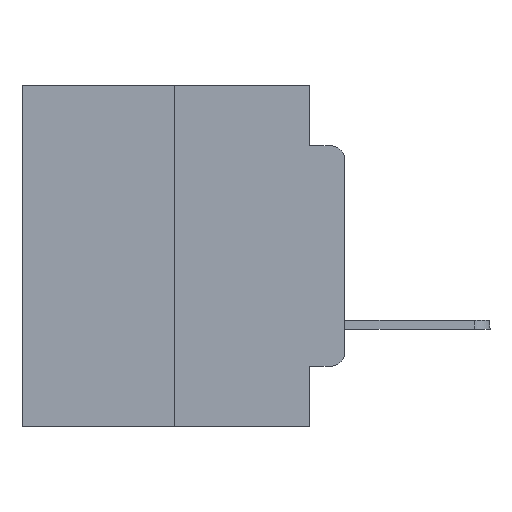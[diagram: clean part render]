
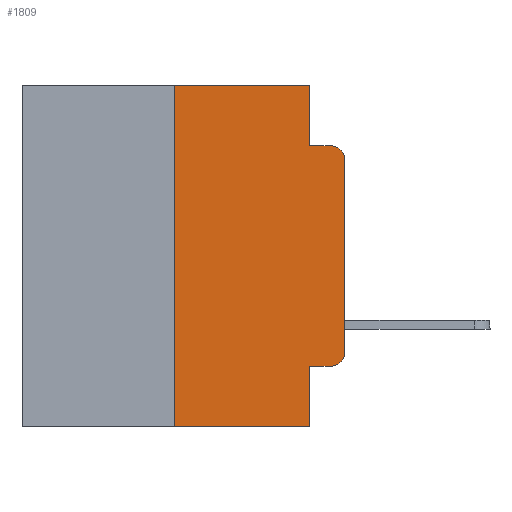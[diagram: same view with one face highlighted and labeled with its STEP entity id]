
A CAD part, left-side view. The second image highlights one B-rep face of the part: STEP entity #1809.
In plain terms, the highlighted planar face has unit normal (-1, 0, 0).
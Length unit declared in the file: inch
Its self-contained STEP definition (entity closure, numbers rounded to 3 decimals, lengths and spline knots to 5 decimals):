
#109 = CARTESIAN_POINT ( 'NONE',  ( 0., 0.051, -0.4115 ) ) ;
#214 = CARTESIAN_POINT ( 'NONE',  ( 0., 0., -0.3915 ) ) ;
#626 = CARTESIAN_POINT ( 'NONE',  ( 0., 0.25, 0. ) ) ;
#1307 = ORIENTED_EDGE ( 'NONE', *, *, #17184, .T. ) ;
#1755 = ORIENTED_EDGE ( 'NONE', *, *, #2264, .F. ) ;
#1809 = ADVANCED_FACE ( 'NONE', ( #21713 ), #2580, .F. ) ;
#2201 = LINE ( 'NONE', #109, #22754 ) ;
#2264 = EDGE_CURVE ( 'NONE', #3231, #14382, #20638, .T. ) ;
#2433 = CARTESIAN_POINT ( 'NONE',  ( 0., 0.473, 0. ) ) ;
#2530 = ORIENTED_EDGE ( 'NONE', *, *, #10055, .F. ) ;
#2580 = PLANE ( 'NONE',  #20891 ) ;
#2673 = CARTESIAN_POINT ( 'NONE',  ( 0., 0.02, -0.1085 ) ) ;
#2720 = DIRECTION ( 'NONE',  ( 1., 0., 0. ) ) ;
#3231 = VERTEX_POINT ( 'NONE', #10754 ) ;
#4019 = AXIS2_PLACEMENT_3D ( 'NONE', #24136, #10888, #23586 ) ;
#6563 = CARTESIAN_POINT ( 'NONE',  ( 0., 0.473, -0.5 ) ) ;
#6956 = VERTEX_POINT ( 'NONE', #22728 ) ;
#6979 = ORIENTED_EDGE ( 'NONE', *, *, #24073, .T. ) ;
#7148 = ORIENTED_EDGE ( 'NONE', *, *, #8852, .F. ) ;
#8060 = EDGE_CURVE ( 'NONE', #18223, #23907, #11302, .T. ) ;
#8176 = VERTEX_POINT ( 'NONE', #14229 ) ;
#8214 = CARTESIAN_POINT ( 'NONE',  ( 0., 0., -0.1085 ) ) ;
#8300 = DIRECTION ( 'NONE',  ( 0., 0., 1. ) ) ;
#8852 = EDGE_CURVE ( 'NONE', #24738, #24598, #23250, .T. ) ;
#9188 = CARTESIAN_POINT ( 'NONE',  ( 0., 0., 0. ) ) ;
#10055 = EDGE_CURVE ( 'NONE', #24598, #6956, #25639, .T. ) ;
#10407 = CARTESIAN_POINT ( 'NONE',  ( 0., 0.25, 0. ) ) ;
#10420 = EDGE_CURVE ( 'NONE', #6956, #3231, #17389, .T. ) ;
#10494 = EDGE_CURVE ( 'NONE', #8176, #26170, #22544, .T. ) ;
#10552 = DIRECTION ( 'NONE',  ( 0., -1., 0. ) ) ;
#10754 = CARTESIAN_POINT ( 'NONE',  ( 0., 0.051, -0.0885 ) ) ;
#10888 = DIRECTION ( 'NONE',  ( -1., 0., 0. ) ) ;
#11034 = ORIENTED_EDGE ( 'NONE', *, *, #8060, .T. ) ;
#11087 = VECTOR ( 'NONE', #15097, 39.37008 ) ;
#11200 = DIRECTION ( 'NONE',  ( -1., 0., 0. ) ) ;
#11251 = CARTESIAN_POINT ( 'NONE',  ( 0., 0.051, 0. ) ) ;
#11291 = CARTESIAN_POINT ( 'NONE',  ( 0., 0.02, -0.4115 ) ) ;
#11302 = LINE ( 'NONE', #9188, #17633 ) ;
#11527 = VECTOR ( 'NONE', #26814, 39.37008 ) ;
#12185 = CIRCLE ( 'NONE', #18411, 0.02 ) ;
#12281 = CARTESIAN_POINT ( 'NONE',  ( 0., 0.02, -0.0885 ) ) ;
#12794 = DIRECTION ( 'NONE',  ( 0., 0., -1. ) ) ;
#14043 = CARTESIAN_POINT ( 'NONE',  ( 0., 0.051, 0. ) ) ;
#14209 = ORIENTED_EDGE ( 'NONE', *, *, #19092, .T. ) ;
#14229 = CARTESIAN_POINT ( 'NONE',  ( 0., 0.051, -0.4115 ) ) ;
#14382 = VERTEX_POINT ( 'NONE', #12281 ) ;
#14992 = VECTOR ( 'NONE', #8300, 39.37008 ) ;
#15061 = DIRECTION ( 'NONE',  ( 0., -1., 0. ) ) ;
#15097 = DIRECTION ( 'NONE',  ( 0., -1., 0. ) ) ;
#15774 = VERTEX_POINT ( 'NONE', #11291 ) ;
#17184 = EDGE_CURVE ( 'NONE', #24738, #26170, #25735, .T. ) ;
#17389 = LINE ( 'NONE', #11251, #25264 ) ;
#17428 = ORIENTED_EDGE ( 'NONE', *, *, #10420, .F. ) ;
#17633 = VECTOR ( 'NONE', #19665, 39.37008 ) ;
#17650 = VECTOR ( 'NONE', #22261, 39.37008 ) ;
#18016 = EDGE_LOOP ( 'NONE', ( #11034, #21121, #1755, #17428, #2530, #7148, #1307, #21537, #6979, #14209 ) ) ;
#18223 = VERTEX_POINT ( 'NONE', #214 ) ;
#18411 = AXIS2_PLACEMENT_3D ( 'NONE', #2673, #11200, #19294 ) ;
#18664 = CARTESIAN_POINT ( 'NONE',  ( 0., 0.051, -0.0885 ) ) ;
#19092 = EDGE_CURVE ( 'NONE', #15774, #18223, #24982, .T. ) ;
#19294 = DIRECTION ( 'NONE',  ( 0., 0., -1. ) ) ;
#19613 = DIRECTION ( 'NONE',  ( 0., 0., -1. ) ) ;
#19665 = DIRECTION ( 'NONE',  ( 0., 0., 1. ) ) ;
#20336 = VECTOR ( 'NONE', #10552, 39.37008 ) ;
#20638 = LINE ( 'NONE', #18664, #11527 ) ;
#20860 = CARTESIAN_POINT ( 'NONE',  ( 0., 0.25, -0.5 ) ) ;
#20891 = AXIS2_PLACEMENT_3D ( 'NONE', #21848, #2720, #19613 ) ;
#21121 = ORIENTED_EDGE ( 'NONE', *, *, #21730, .T. ) ;
#21537 = ORIENTED_EDGE ( 'NONE', *, *, #10494, .F. ) ;
#21713 = FACE_OUTER_BOUND ( 'NONE', #18016, .T. ) ;
#21730 = EDGE_CURVE ( 'NONE', #23907, #14382, #12185, .T. ) ;
#21848 = CARTESIAN_POINT ( 'NONE',  ( 0., 0.473, 0. ) ) ;
#22096 = CARTESIAN_POINT ( 'NONE',  ( 0., 0.051, -0.5 ) ) ;
#22261 = DIRECTION ( 'NONE',  ( 0., 0., -1. ) ) ;
#22544 = LINE ( 'NONE', #14043, #17650 ) ;
#22728 = CARTESIAN_POINT ( 'NONE',  ( 0., 0.051, 0. ) ) ;
#22754 = VECTOR ( 'NONE', #15061, 39.37008 ) ;
#23250 = LINE ( 'NONE', #10407, #14992 ) ;
#23586 = DIRECTION ( 'NONE',  ( 0., 0., -1. ) ) ;
#23907 = VERTEX_POINT ( 'NONE', #8214 ) ;
#24073 = EDGE_CURVE ( 'NONE', #8176, #15774, #2201, .T. ) ;
#24136 = CARTESIAN_POINT ( 'NONE',  ( 0., 0.02, -0.3915 ) ) ;
#24598 = VERTEX_POINT ( 'NONE', #626 ) ;
#24738 = VERTEX_POINT ( 'NONE', #20860 ) ;
#24982 = CIRCLE ( 'NONE', #4019, 0.02 ) ;
#25264 = VECTOR ( 'NONE', #12794, 39.37008 ) ;
#25639 = LINE ( 'NONE', #2433, #20336 ) ;
#25735 = LINE ( 'NONE', #6563, #11087 ) ;
#26170 = VERTEX_POINT ( 'NONE', #22096 ) ;
#26814 = DIRECTION ( 'NONE',  ( 0., -1., 0. ) ) ;
